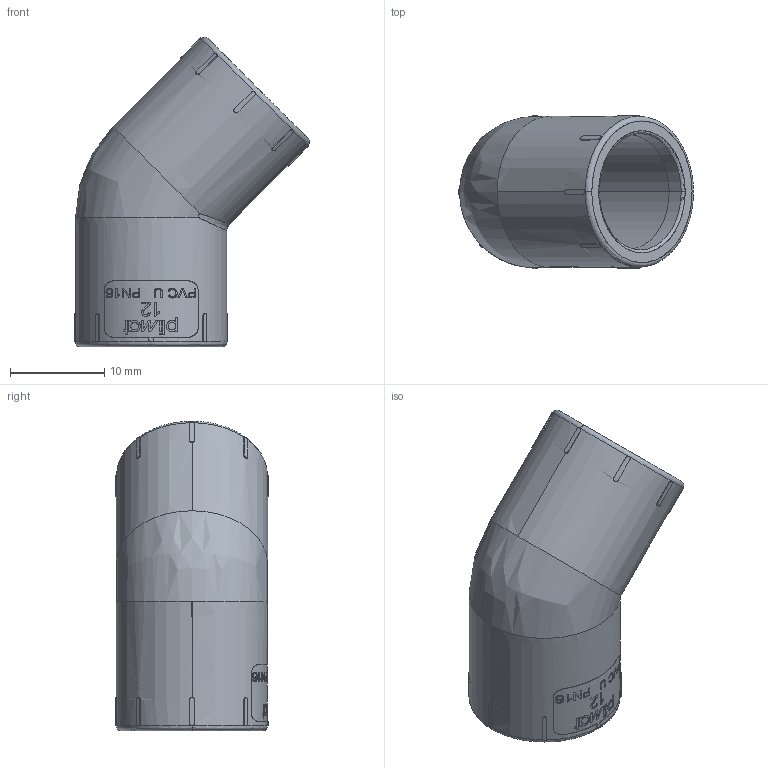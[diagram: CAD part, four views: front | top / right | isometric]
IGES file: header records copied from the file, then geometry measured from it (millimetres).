
Start section: SolidWorks IGES file using analytic representation for surfaces
Global section: file name: 01 05 1037 012.IGS; native system: SolidWorks 2014; preprocessor: SolidWorks 2014; author: utilizadort; date: 140929.141146; units: millimetre
Bounding box: 24.86 x 16.2 x 32.76 mm (x, y, z)
Surface area: 2968 mm2 (no closed solid volume)
Topology: 0 solids, 0 shells, 345 faces, 3710 edges, 3694 vertices
Faces by surface type: bspline 224, revolution 121
